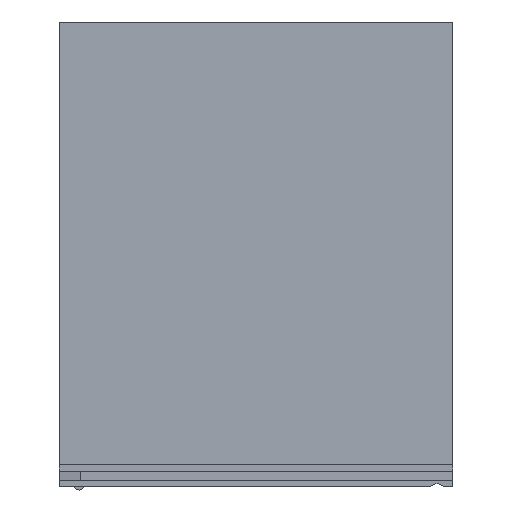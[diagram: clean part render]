
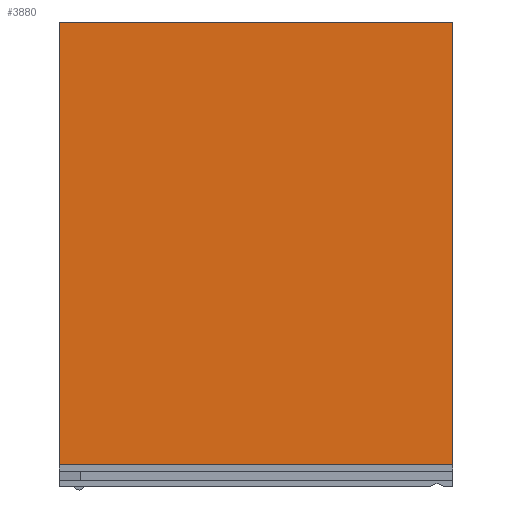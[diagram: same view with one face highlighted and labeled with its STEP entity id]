
A CAD part, left-side view. The second image highlights one B-rep face of the part: STEP entity #3880.
In plain terms, the highlighted planar face has unit normal (-1, 0, 0.003).
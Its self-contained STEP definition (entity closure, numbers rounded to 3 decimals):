
#2664=DIRECTION('',(-0.003,0.,-1.));
#2665=VECTOR('',#2664,112.317);
#2666=CARTESIAN_POINT('',(-35.956,100.,382.1));
#2667=LINE('',#2666,#2665);
#2682=DIRECTION('',(0.,-1.,0.));
#2683=VECTOR('',#2682,100.);
#2684=CARTESIAN_POINT('',(-35.956,100.,382.1));
#2685=LINE('',#2684,#2683);
#2704=DIRECTION('',(0.003,0.,1.));
#2705=VECTOR('',#2704,112.317);
#2706=CARTESIAN_POINT('',(-36.289,0.,
269.784));
#2707=LINE('',#2706,#2705);
#3129=DIRECTION('',(0.,-1.,0.));
#3130=VECTOR('',#3129,100.);
#3131=CARTESIAN_POINT('',(-36.289,100.,269.784));
#3132=LINE('',#3131,#3130);
#3527=CARTESIAN_POINT('',(-35.956,100.,382.1));
#3528=VERTEX_POINT('',#3527);
#3529=CARTESIAN_POINT('',(-35.956,0.,
382.1));
#3530=VERTEX_POINT('',#3529);
#3531=CARTESIAN_POINT('',(-36.289,100.,269.784));
#3532=VERTEX_POINT('',#3531);
#3571=CARTESIAN_POINT('',(-36.289,0.,
269.784));
#3572=VERTEX_POINT('',#3571);
#3867=CARTESIAN_POINT('',(-36.122,50.,325.942));
#3868=DIRECTION('',(1.,0.,-0.003));
#3869=DIRECTION('',(-0.003,0.,-1.));
#3870=AXIS2_PLACEMENT_3D('',#3867,#3868,#3869);
#3871=PLANE('',#3870);
#3872=ORIENTED_EDGE('',*,*,#3831,.F.);
#3873=ORIENTED_EDGE('',*,*,#3819,.T.);
#3875=ORIENTED_EDGE('',*,*,#3874,.F.);
#3877=ORIENTED_EDGE('',*,*,#3876,.F.);
#3878=EDGE_LOOP('',(#3872,#3873,#3875,#3877));
#3879=FACE_OUTER_BOUND('',#3878,.F.);
#3819=EDGE_CURVE('',#3528,#3530,#2685,.T.);
#3831=EDGE_CURVE('',#3528,#3532,#2667,.T.);
#3874=EDGE_CURVE('',#3572,#3530,#2707,.T.);
#3876=EDGE_CURVE('',#3532,#3572,#3132,.T.);
#3880=ADVANCED_FACE('',(#3879),#3871,.F.);
